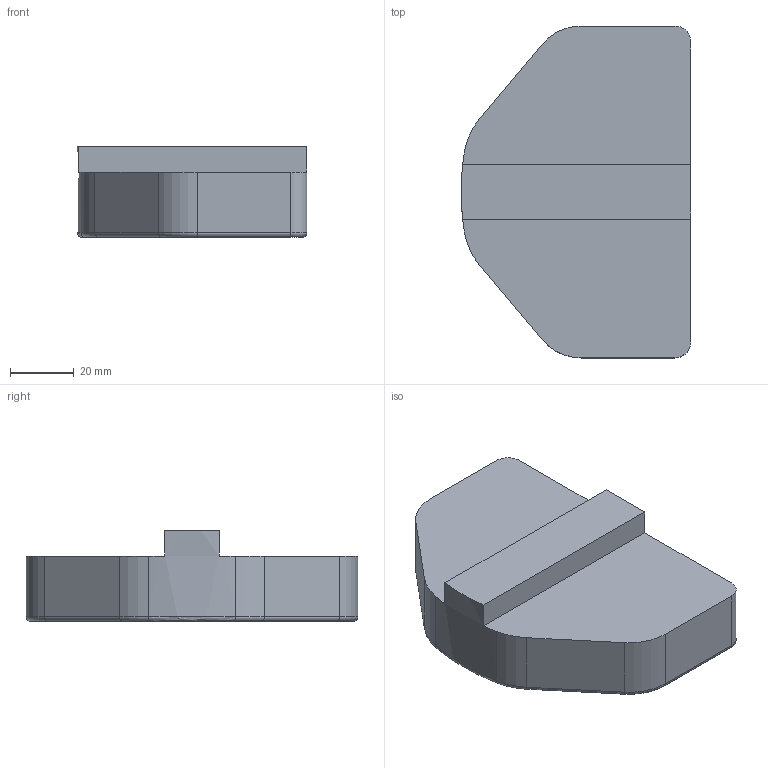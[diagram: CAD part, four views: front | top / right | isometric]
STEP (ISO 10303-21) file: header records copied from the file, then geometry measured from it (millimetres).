
FILE_DESCRIPTION(/* description */ (''),/* implementation_level */ '2;1');
FILE_NAME(/* name */ '1551360812613.stp',/* time_stamp */ '2019-02-28T14:33:49+01:00',/* author */ (''),/* organization */ ('SMS'),/* preprocessor_version */ 'ST-DEVELOPER v15',/* originating_system */ 'SIEMENS PLM Software NX 8.5',/* authorisation */ '');
FILE_SCHEMA (('AUTOMOTIVE_DESIGN { 1 0 10303 214 3 1 1 1 }'));
Length unit declared in the file: millimetre
Products named in the file (1): 111169585mod000_01
Bounding box: 71.94 x 104 x 28.5 mm (x, y, z)
Volume: 130924.4 mm3; surface area: 21172.6 mm2
Topology: 1 solids, 1 shells, 38 faces, 91 edges, 59 vertices
Faces by surface type: plane 17, cylinder 14, torus 7
Full cylindrical faces by diameter (mm): 34 x1, 50.2 x1
Entity records: 1158 total; most frequent: DIRECTION 213, CARTESIAN_POINT 193, ORIENTED_EDGE 176, EDGE_CURVE 88, AXIS2_PLACEMENT_3D 84, VERTEX_POINT 55, LINE 45, VECTOR 45
